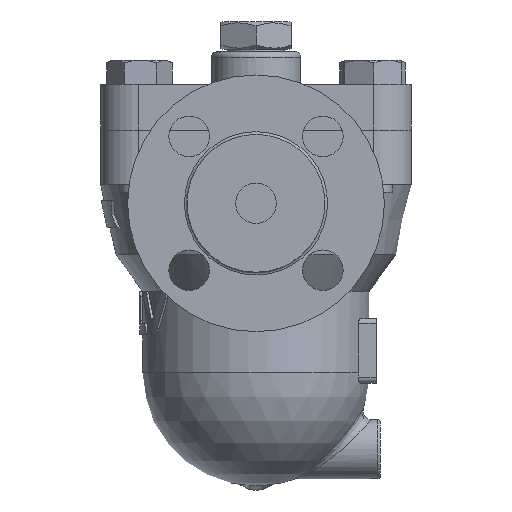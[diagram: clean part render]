
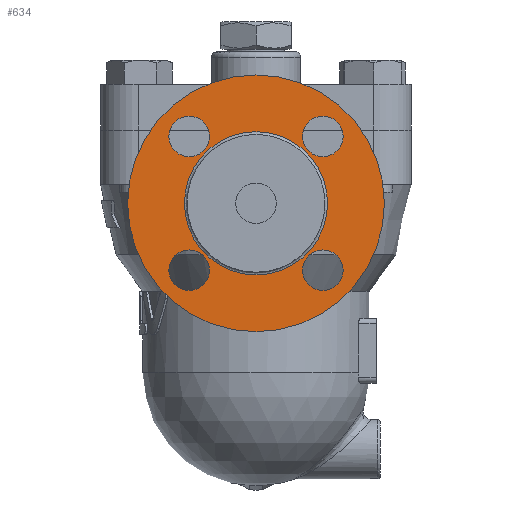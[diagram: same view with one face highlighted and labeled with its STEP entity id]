
A CAD part, left-side view. The second image highlights one B-rep face of the part: STEP entity #634.
In plain terms, the highlighted free-form (B-spline) face has degree [1, 1] with [2, 2] control points.
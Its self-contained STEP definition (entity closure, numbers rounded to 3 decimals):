
#548=CARTESIAN_POINT('',(-108.5,0.,-0.5));
#549=VERTEX_POINT('',#548);
#550=CARTESIAN_POINT('',(-108.5,0.0,-27.));
#551=DIRECTION('',(-1.0,0.0,0.0));
#552=DIRECTION('',(0.0,0.0,-1.0));
#553=AXIS2_PLACEMENT_3D('',#550,#551,#552);
#554=CIRCLE('',#553,26.5);
#555=EDGE_CURVE('',#549,#549,#554,.T.);
#571=CARTESIAN_POINT('',(-108.5,47.5,20.5));
#572=CARTESIAN_POINT('',(-108.5,47.5,-74.5));
#573=CARTESIAN_POINT('',(-108.5,-47.5,20.5));
#574=CARTESIAN_POINT('',(-108.5,-47.5,-74.5));
#575=B_SPLINE_SURFACE_WITH_KNOTS('',1,1,((#571,#573),(#572,#574)),.UNSPECIFIED.,.F.,.F.,.U.,(2,2),(2,2),(0.0,95.0),(0.0,95.0),.UNSPECIFIED.);
#576=CARTESIAN_POINT('',(-108.5,0.0,20.5));
#577=VERTEX_POINT('',#576);
#578=CARTESIAN_POINT('',(-108.5,0.0,-27.));
#579=DIRECTION('',(-1.0,0.0,0.0));
#580=DIRECTION('',(0.0,0.0,1.0));
#581=AXIS2_PLACEMENT_3D('',#578,#579,#580);
#582=CIRCLE('',#581,47.5);
#583=EDGE_CURVE('',#577,#577,#582,.T.);
#584=ORIENTED_EDGE('',*,*,#583,.T.);
#585=EDGE_LOOP('',(#584));
#586=FACE_OUTER_BOUND('',#585,.T.);
#587=CARTESIAN_POINT('',(-108.5,24.749,-9.751));
#588=VERTEX_POINT('',#587);
#589=CARTESIAN_POINT('',(-108.5,24.749,-2.251));
#590=DIRECTION('',(1.0,0.0,0.0));
#591=DIRECTION('',(0.0,0.0,-1.0));
#592=AXIS2_PLACEMENT_3D('',#589,#590,#591);
#593=CIRCLE('',#592,7.5);
#594=EDGE_CURVE('',#588,#588,#593,.T.);
#595=ORIENTED_EDGE('',*,*,#594,.T.);
#596=EDGE_LOOP('',(#595));
#597=FACE_BOUND('',#596,.T.);
#598=CARTESIAN_POINT('',(-108.5,17.249,-51.749));
#599=VERTEX_POINT('',#598);
#600=CARTESIAN_POINT('',(-108.5,24.749,-51.749));
#601=DIRECTION('',(1.0,0.0,0.0));
#602=DIRECTION('',(0.0,-1.0,0.0));
#603=AXIS2_PLACEMENT_3D('',#600,#601,#602);
#604=CIRCLE('',#603,7.5);
#605=EDGE_CURVE('',#599,#599,#604,.T.);
#606=ORIENTED_EDGE('',*,*,#605,.T.);
#607=EDGE_LOOP('',(#606));
#608=FACE_BOUND('',#607,.T.);
#609=CARTESIAN_POINT('',(-108.5,-24.749,-44.249));
#610=VERTEX_POINT('',#609);
#611=CARTESIAN_POINT('',(-108.5,-24.749,-51.749));
#612=DIRECTION('',(1.0,0.0,0.0));
#613=DIRECTION('',(0.0,0.0,1.0));
#614=AXIS2_PLACEMENT_3D('',#611,#612,#613);
#615=CIRCLE('',#614,7.5);
#616=EDGE_CURVE('',#610,#610,#615,.T.);
#617=ORIENTED_EDGE('',*,*,#616,.T.);
#618=EDGE_LOOP('',(#617));
#619=FACE_BOUND('',#618,.T.);
#620=CARTESIAN_POINT('',(-108.5,-17.249,-2.251));
#621=VERTEX_POINT('',#620);
#622=CARTESIAN_POINT('',(-108.5,-24.749,-2.251));
#623=DIRECTION('',(1.0,0.0,0.0));
#624=DIRECTION('',(0.0,1.0,0.0));
#625=AXIS2_PLACEMENT_3D('',#622,#623,#624);
#626=CIRCLE('',#625,7.5);
#627=EDGE_CURVE('',#621,#621,#626,.T.);
#628=ORIENTED_EDGE('',*,*,#627,.T.);
#629=EDGE_LOOP('',(#628));
#630=FACE_BOUND('',#629,.T.);
#631=ORIENTED_EDGE('',*,*,#555,.F.);
#632=EDGE_LOOP('',(#631));
#633=FACE_BOUND('',#632,.T.);
#634=ADVANCED_FACE('',(#586,#597,#608,#619,#630,#633),#575,.T.);
